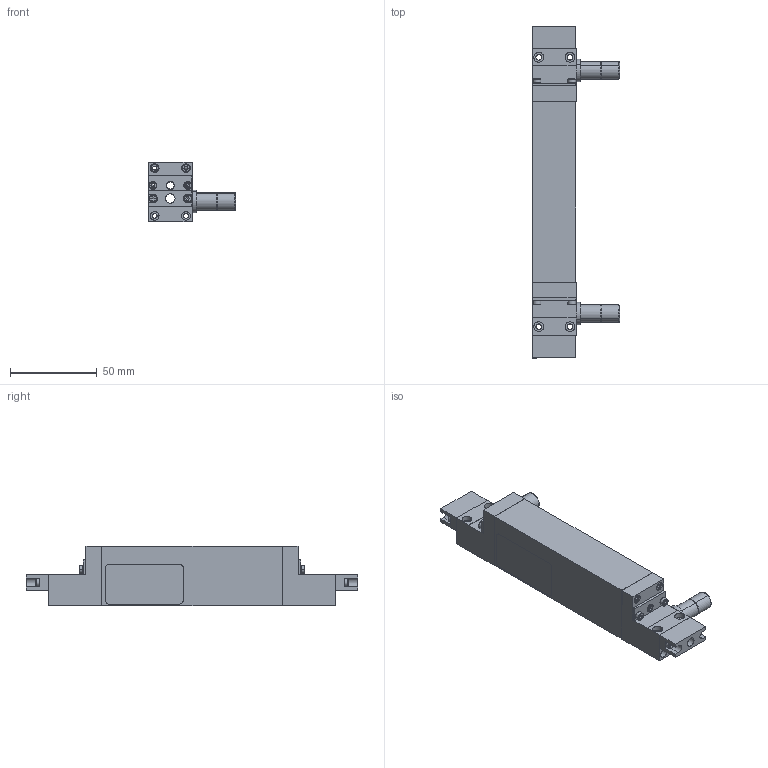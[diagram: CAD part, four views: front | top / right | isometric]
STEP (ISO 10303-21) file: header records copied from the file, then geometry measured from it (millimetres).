
FILE_DESCRIPTION (( 'STEP AP214' ), '1' );
FILE_NAME ('489-B 4x125 Pump Chamber Interface.STEP', '2016-02-10T14:13:40', ( '' ), ( '' ), 'SwSTEP 2.0', 'SolidWorks 2015', '' );
FILE_SCHEMA (( 'AUTOMOTIVE_DESIGN' ));
Length unit declared in the file: millimetre
Products named in the file (1): 489-B 4x125 Pump Chamber Interface
Bounding box: 50.1 x 191 x 34.5 mm (x, y, z)
Surface area: 30114.5 mm2 (no closed solid volume)
Topology: 0 solids, 28 shells, 327 faces, 937 edges, 624 vertices
Faces by surface type: plane 141, cylinder 104, cone 78, torus 4
Entity records: 14880 total; most frequent: CARTESIAN_POINT 2667, DIRECTION 1895, ORIENTED_EDGE 1512, EDGE_CURVE 931, AXIS2_PLACEMENT_3D 712, VERTEX_POINT 624, VECTOR 471, LINE 471
